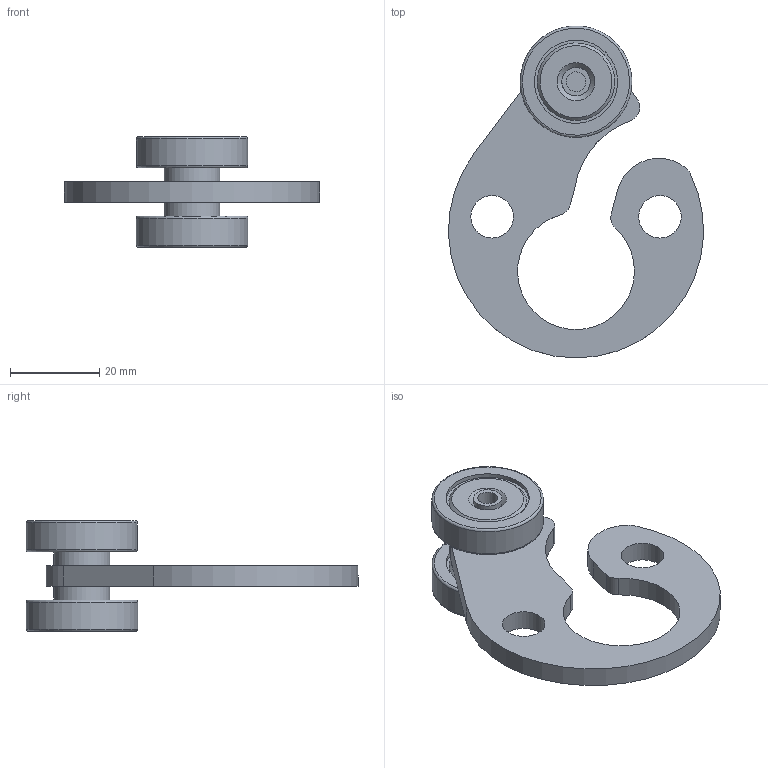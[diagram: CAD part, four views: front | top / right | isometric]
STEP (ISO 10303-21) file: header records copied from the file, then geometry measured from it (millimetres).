
FILE_DESCRIPTION(/* description */ (''),/* implementation_level */ '2;1');
FILE_NAME(/* name */ '620052.stp',/* time_stamp */ '2018-01-03T11:52:33-06:00',/* author */ ('kpea'),/* organization */ ('Gleason Reel'),/* preprocessor_version */ 'ST-DEVELOPER v16.1',/* originating_system */ 'Autodesk Inventor 2016',/* authorisation */ '');
FILE_SCHEMA (('AUTOMOTIVE_DESIGN { 1 0 10303 214 3 1 1 }'));
Length unit declared in the file: inch
Products named in the file (4): 620054; 000H1135ST; F0020029A; 620052
Assembly tree (4 placements, depth 2):
  620052
    620054
    000H1135ST
    F0020029A  x2
Bounding box: 57.1 x 74.35 x 24.77 mm (x, y, z)
Volume: 14689.6 mm3; surface area: 11602.1 mm2
Topology: 6 solids, 8 shells, 74 faces, 146 edges, 97 vertices
Faces by surface type: cylinder 32, plane 29, cone 7, torus 6
Full cylindrical faces by diameter (mm): 4.42 x1, 6.35 x1, 6.413 x4, 6.477 x1, 9.525 x2, 12.509 x2, 13.723 x2, 18.644 x8, 24.994 x2
Entity records: 1302 total; most frequent: DIRECTION 243, CARTESIAN_POINT 194, ORIENTED_EDGE 150, AXIS2_PLACEMENT_3D 111, EDGE_LOOP 87, EDGE_CURVE 75, VERTEX_POINT 62, CIRCLE 54
